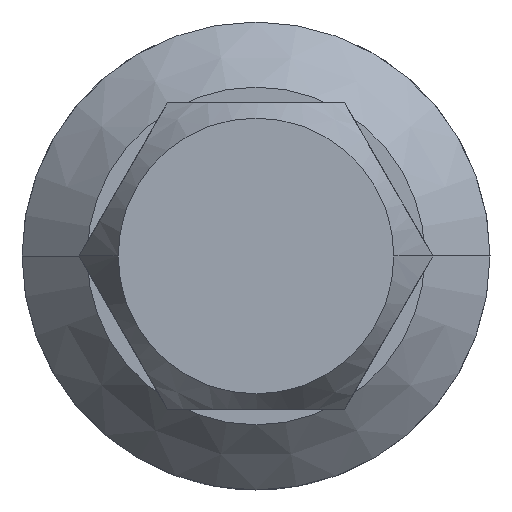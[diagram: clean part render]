
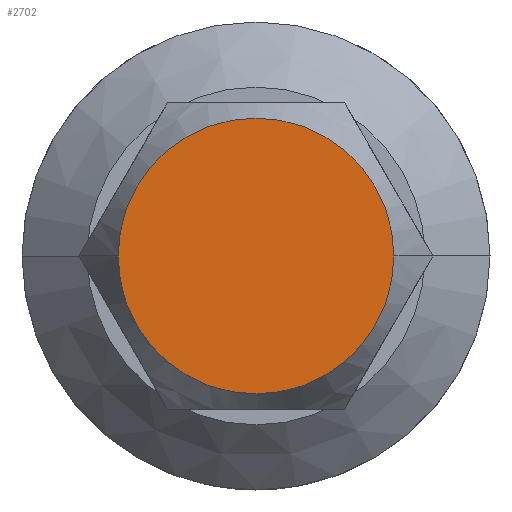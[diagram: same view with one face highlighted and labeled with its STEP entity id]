
A CAD part, front view. The second image highlights one B-rep face of the part: STEP entity #2702.
In plain terms, the highlighted planar face has unit normal (0, -1, 0).
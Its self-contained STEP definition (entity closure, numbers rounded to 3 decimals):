
#402 = PLANE ( 'NONE',  #1512 ) ;
#679 = VERTEX_POINT ( 'NONE', #1951 ) ;
#850 = CARTESIAN_POINT ( 'NONE',  ( -2.858, 0., 0. ) ) ;
#997 = EDGE_CURVE ( 'Defeature ausgef�hrt1_42+Defeature ausgef�hrt1_41+Defeature ausgef�hrt1_41+Defeature ausgef�hrt1_41', #679, #1326, #1059, .T. ) ;
#1059 = CIRCLE ( 'NONE', #3525, 2.858 ) ;
#1086 = DIRECTION ( 'NONE',  ( 0., -1., 0. ) ) ;
#1285 = CARTESIAN_POINT ( 'NONE',  ( 0., 0., 0. ) ) ;
#1326 = VERTEX_POINT ( 'NONE', #850 ) ;
#1373 = CIRCLE ( 'NONE', #1860, 2.858 ) ;
#1441 = CARTESIAN_POINT ( 'NONE',  ( 0., 0., -6.35 ) ) ;
#1512 = AXIS2_PLACEMENT_3D ( 'NONE', #1441, #1086, #2104 ) ;
#1769 = ORIENTED_EDGE ( 'NONE', *, *, #2899, .T. ) ;
#1860 = AXIS2_PLACEMENT_3D ( 'NONE', #1285, #3427, #2741 ) ;
#1951 = CARTESIAN_POINT ( 'NONE',  ( 2.858, 0., 0. ) ) ;
#2104 = DIRECTION ( 'NONE',  ( 1., 0., 0. ) ) ;
#2288 = DIRECTION ( 'NONE',  ( 1., 0., 0. ) ) ;
#2702 = ADVANCED_FACE ( 'Defeature ausgef�hrt1_42', ( #3416 ), #402, .T. ) ;
#2741 = DIRECTION ( 'NONE',  ( 1., 0., 0. ) ) ;
#2797 = ORIENTED_EDGE ( 'NONE', *, *, #997, .T. ) ;
#2863 = DIRECTION ( 'NONE',  ( 0., -1., 0. ) ) ;
#2899 = EDGE_CURVE ( 'Defeature ausgef�hrt1_42+Defeature ausgef�hrt1_41+Defeature ausgef�hrt1_41+Defeature ausgef�hrt1_41', #1326, #679, #1373, .T. ) ;
#3416 = FACE_OUTER_BOUND ( 'NONE', #4195, .T. ) ;
#3427 = DIRECTION ( 'NONE',  ( 0., -1., 0. ) ) ;
#3525 = AXIS2_PLACEMENT_3D ( 'NONE', #4292, #2863, #2288 ) ;
#4195 = EDGE_LOOP ( 'NONE', ( #1769, #2797 ) ) ;
#4292 = CARTESIAN_POINT ( 'NONE',  ( 0., 0., 0. ) ) ;
